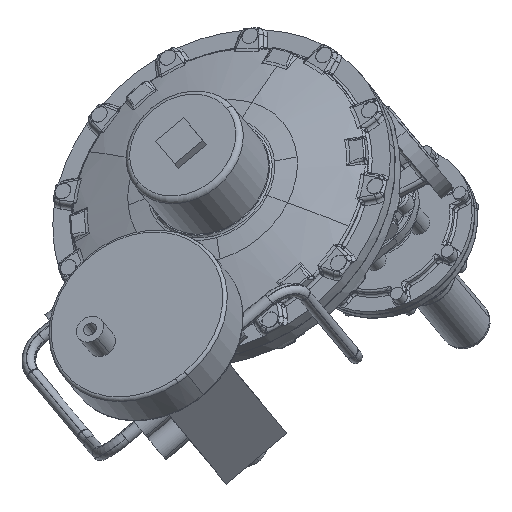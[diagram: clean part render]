
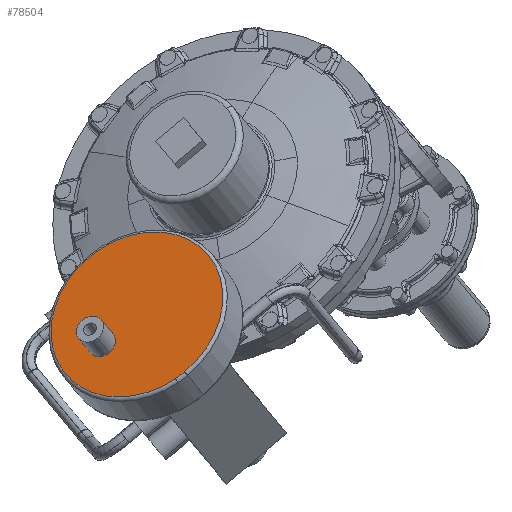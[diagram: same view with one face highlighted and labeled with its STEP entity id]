
A CAD part, top view. The second image highlights one B-rep face of the part: STEP entity #78504.
In plain terms, the highlighted face is planar.
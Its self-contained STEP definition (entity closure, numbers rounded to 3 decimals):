
#78459=AXIS2_PLACEMENT_3D('Circle Axis2P3D',#78457,#78458,$) ;
#78472=AXIS2_PLACEMENT_3D('Plane Axis2P3D',#78469,#78470,#78471) ;
#78476=AXIS2_PLACEMENT_3D('Circle Axis2P3D',#78474,#78475,$) ;
#78485=AXIS2_PLACEMENT_3D('Circle Axis2P3D',#78483,#78484,$) ;
#78492=AXIS2_PLACEMENT_3D('Circle Axis2P3D',#78490,#78491,$) ;
#78385=CARTESIAN_POINT('Vertex',(-5.775,478.477,-5.25)) ;
#78389=CARTESIAN_POINT('Control Point',(19.725,478.37,-5.25)) ;
#78390=CARTESIAN_POINT('Control Point',(19.725,478.37,-3.247)) ;
#78391=CARTESIAN_POINT('Control Point',(19.332,478.371,-1.244)) ;
#78392=CARTESIAN_POINT('Control Point',(18.545,478.374,0.655)) ;
#78393=CARTESIAN_POINT('Control Point',(16.269,478.384,4.044)) ;
#78394=CARTESIAN_POINT('Control Point',(12.88,478.398,6.32)) ;
#78395=CARTESIAN_POINT('Control Point',(10.981,478.406,7.107)) ;
#78396=CARTESIAN_POINT('Control Point',(6.975,478.423,7.893)) ;
#78397=CARTESIAN_POINT('Control Point',(2.97,478.44,7.107)) ;
#78398=CARTESIAN_POINT('Control Point',(1.07,478.448,6.32)) ;
#78399=CARTESIAN_POINT('Control Point',(-2.318,478.463,4.044)) ;
#78400=CARTESIAN_POINT('Control Point',(-4.594,478.472,0.655)) ;
#78401=CARTESIAN_POINT('Control Point',(-5.381,478.475,-1.244)) ;
#78402=CARTESIAN_POINT('Control Point',(-5.775,478.477,-3.247)) ;
#78403=CARTESIAN_POINT('Control Point',(-5.775,478.477,-5.25)) ;
#78404=CARTESIAN_POINT('Vertex',(19.725,478.37,-5.25)) ;
#78457=CARTESIAN_POINT('Axis2P3D Location',(6.975,478.423,-5.25)) ;
#78469=CARTESIAN_POINT('Axis2P3D Location',(2.019,478.444,0.)) ;
#78474=CARTESIAN_POINT('Axis2P3D Location',(6.975,478.423,34.5)) ;
#78478=CARTESIAN_POINT('Vertex',(87.975,478.081,34.5)) ;
#78480=CARTESIAN_POINT('Vertex',(-73.404,478.763,24.496)) ;
#78483=CARTESIAN_POINT('Axis2P3D Location',(6.975,478.423,34.5)) ;
#78487=CARTESIAN_POINT('Vertex',(-74.024,478.765,34.5)) ;
#78490=CARTESIAN_POINT('Axis2P3D Location',(6.975,478.423,34.5)) ;
#78458=DIRECTION('Axis2P3D Direction',(-0.004,-1.,0.)) ;
#78470=DIRECTION('Axis2P3D Direction',(0.004,1.,0.)) ;
#78471=DIRECTION('Axis2P3D XDirection',(-1.,0.004,0.)) ;
#78475=DIRECTION('Axis2P3D Direction',(0.004,1.,0.)) ;
#78484=DIRECTION('Axis2P3D Direction',(0.004,1.,0.)) ;
#78491=DIRECTION('Axis2P3D Direction',(0.004,1.,0.)) ;
#78496=ORIENTED_EDGE('',*,*,#78482,.T.) ;
#78497=ORIENTED_EDGE('',*,*,#78489,.T.) ;
#78498=ORIENTED_EDGE('',*,*,#78494,.T.) ;
#78501=ORIENTED_EDGE('',*,*,#78406,.T.) ;
#78502=ORIENTED_EDGE('',*,*,#78461,.T.) ;
#78503=FACE_BOUND('',#78500,.T.) ;
#78504=ADVANCED_FACE('Hauptk\X2\00F6\X0\rper',(#78499,#78503),#78473,.T.) ;
#78388=B_SPLINE_CURVE_WITH_KNOTS('',5,(#78389,#78390,#78391,#78392,#78393,#78394,#78395,#78396,#78397,#78398,#78399,#78400,#78401,#78402,#78403),.UNSPECIFIED.,.F.,.U.,(6,3,3,3,6),(-20.028,-10.014,0.,10.014,20.028),.UNSPECIFIED.) ;
#78460=CIRCLE('generated circle',#78459,12.75) ;
#78477=CIRCLE('generated circle',#78476,81.) ;
#78486=CIRCLE('generated circle',#78485,81.) ;
#78493=CIRCLE('generated circle',#78492,81.) ;
#78406=EDGE_CURVE('',#78405,#78386,#78388,.T.) ;
#78461=EDGE_CURVE('',#78386,#78405,#78460,.T.) ;
#78482=EDGE_CURVE('',#78479,#78481,#78477,.T.) ;
#78489=EDGE_CURVE('',#78481,#78488,#78486,.T.) ;
#78494=EDGE_CURVE('',#78488,#78479,#78493,.T.) ;
#78495=EDGE_LOOP('',(#78496,#78497,#78498)) ;
#78500=EDGE_LOOP('',(#78501,#78502)) ;
#78499=FACE_OUTER_BOUND('',#78495,.T.) ;
#78473=PLANE('Plane',#78472) ;
#78386=VERTEX_POINT('',#78385) ;
#78405=VERTEX_POINT('',#78404) ;
#78479=VERTEX_POINT('',#78478) ;
#78481=VERTEX_POINT('',#78480) ;
#78488=VERTEX_POINT('',#78487) ;
